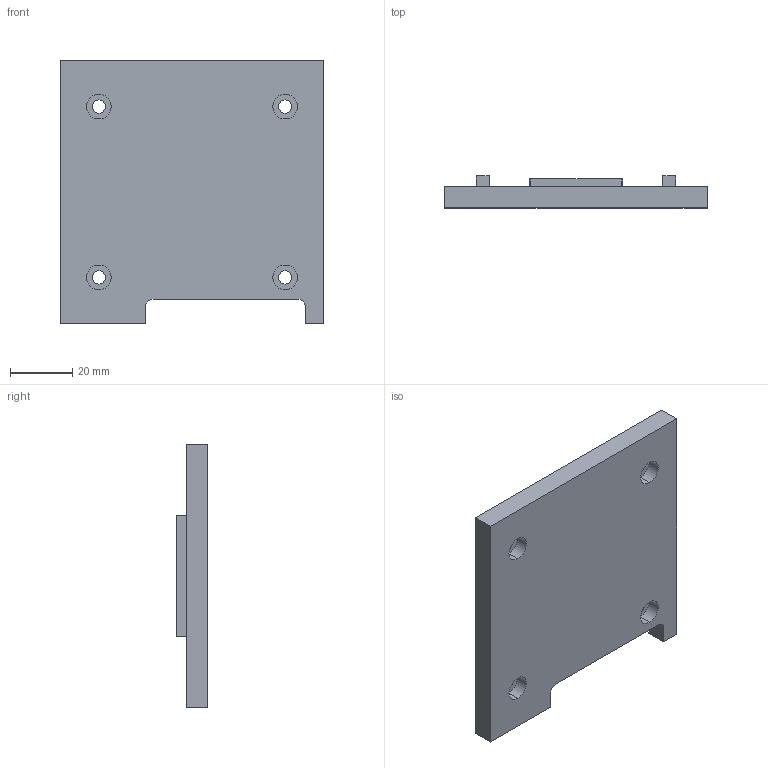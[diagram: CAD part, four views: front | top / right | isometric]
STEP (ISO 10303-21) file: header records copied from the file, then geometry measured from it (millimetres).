
FILE_DESCRIPTION (( 'STEP AP214' ), '1' );
FILE_NAME ('copperThermalMass.STEP', '2021-05-23T23:56:29', ( '' ), ( '' ), 'SwSTEP 2.0', 'SolidWorks 2020', '' );
FILE_SCHEMA (( 'AUTOMOTIVE_DESIGN' ));
Length unit declared in the file: millimetre
Products named in the file (1): copperThermalMass
Bounding box: 85 x 10.25 x 85 mm (x, y, z)
Volume: 48534.3 mm3; surface area: 17816.1 mm2
Topology: 1 solids, 1 shells, 87 faces, 210 edges, 140 vertices
Faces by surface type: plane 45, cylinder 42
Entity records: 2618 total; most frequent: DIRECTION 470, CARTESIAN_POINT 438, ORIENTED_EDGE 420, EDGE_CURVE 210, AXIS2_PLACEMENT_3D 172, VERTEX_POINT 140, LINE 126, VECTOR 126
